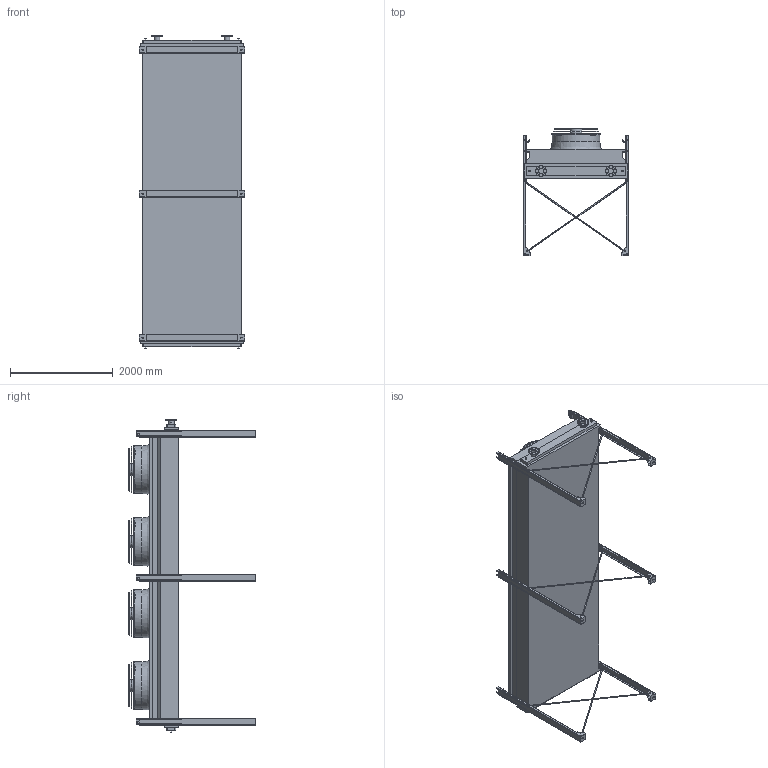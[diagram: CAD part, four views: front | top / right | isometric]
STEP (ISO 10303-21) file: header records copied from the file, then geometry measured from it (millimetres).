
FILE_DESCRIPTION (( 'STEP AP203' ), '1' );
FILE_NAME ('BOAL_04L_HV_SS.STEP', '2017-03-24T11:20:00', ( 'Alfa Laval' ), ( 'Alfa Laval' ), 'SwSTEP 2.0', 'SolidWorks 2016', '' );
FILE_SCHEMA (( 'CONFIG_CONTROL_DESIGN' ));
Length unit declared in the file: millimetre
Products named in the file (5): BOA_LIGHT_BOCF_48T_L_4M_SS; BOFE_HV_LIGHT_BOL4L; BO_KIT FEET_LIGHT_BOL4L; BOFA_LIGHT_�910 IEC; BOAL_04L_HV_SS
Assembly tree (7 placements, depth 2):
  BOAL_04L_HV_SS
    BOA_LIGHT_BOCF_48T_L_4M_SS
    BOFE_HV_LIGHT_BOL4L
    BO_KIT FEET_LIGHT_BOL4L
    BOFA_LIGHT_�910 IEC  x4
Bounding box: 2060 x 2470 x 6098 mm (x, y, z)
Volume: 7020203122.9 mm3; surface area: 52314062 mm2
Topology: 86 solids, 90 shells, 1472 faces, 3812 edges, 2548 vertices
Faces by surface type: plane 680, cylinder 548, torus 216, cone 24, bspline 4
Full cylindrical faces by diameter (mm): 14 x66, 15 x36, 18 x28, 20 x18, 25 x4, 28 x18, 103 x2, 108 x2, 220 x2, 228 x4, 236 x4, 262.56 x4, 276 x4, 308 x4, 328 x4, 406.8 x4, 426.8 x4, 505.6 x4, 525.6 x4, 604.4 x4, 624.4 x4, 703.2 x4, 723.2 x4, 802 x4, 926 x4
Entity records: 32474 total; most frequent: CARTESIAN_POINT 7991, DIRECTION 5015, ORIENTED_EDGE 4546, EDGE_CURVE 2273, AXIS2_PLACEMENT_3D 1861, VERTEX_POINT 1629, EDGE_LOOP 1538, VECTOR 1293
